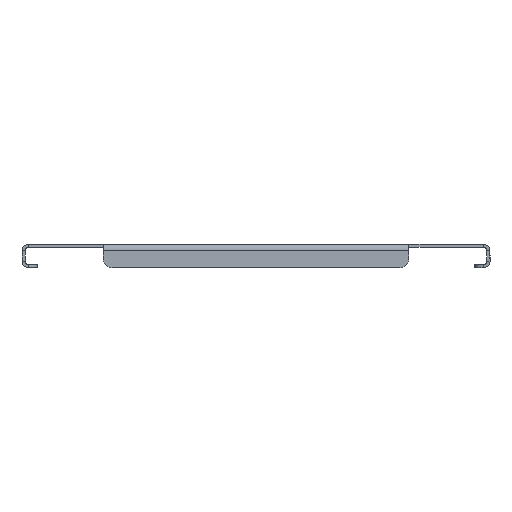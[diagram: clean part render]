
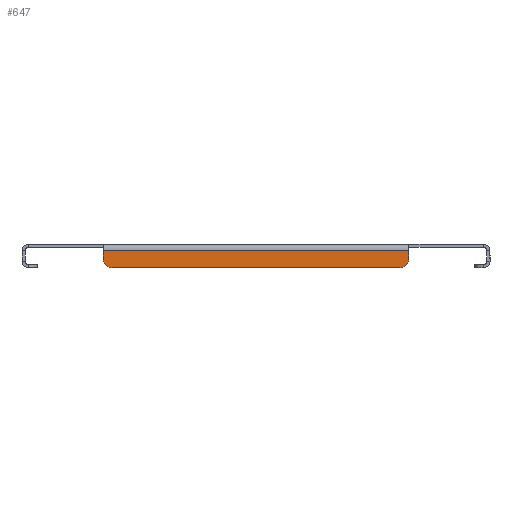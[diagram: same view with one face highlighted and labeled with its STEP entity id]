
A CAD part, left-side view. The second image highlights one B-rep face of the part: STEP entity #647.
In plain terms, the highlighted planar face has unit normal (-1, 0, 0).
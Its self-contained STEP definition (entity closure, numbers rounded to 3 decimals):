
#63 = DIRECTION ( 'NONE',  ( 0., -1., 0. ) ) ;
#67 = VERTEX_POINT ( 'NONE', #846 ) ;
#78 = DIRECTION ( 'NONE',  ( 0., 1., 0. ) ) ;
#82 = CARTESIAN_POINT ( 'NONE',  ( -199.5, 98., -9. ) ) ;
#249 = DIRECTION ( 'NONE',  ( -1., 0., 0. ) ) ;
#251 = CARTESIAN_POINT ( 'NONE',  ( -199.5, -150., -4. ) ) ;
#253 = CARTESIAN_POINT ( 'NONE',  ( -199.5, 0., 0. ) ) ;
#276 = AXIS2_PLACEMENT_3D ( 'NONE', #1208, #249, #1893 ) ;
#302 = ORIENTED_EDGE ( 'NONE', *, *, #2253, .T. ) ;
#319 = EDGE_CURVE ( 'NONE', #67, #2431, #1454, .T. ) ;
#471 = ORIENTED_EDGE ( 'NONE', *, *, #690, .F. ) ;
#529 = AXIS2_PLACEMENT_3D ( 'NONE', #2016, #2684, #2963 ) ;
#632 = CIRCLE ( 'NONE', #529, 6. ) ;
#640 = CARTESIAN_POINT ( 'NONE',  ( -199.5, 98., -15. ) ) ;
#645 = EDGE_LOOP ( 'NONE', ( #471, #2382, #844, #849, #302, #1139 ) ) ;
#647 = ADVANCED_FACE ( 'NONE', ( #1867 ), #1195, .F. ) ;
#690 = EDGE_CURVE ( 'NONE', #1241, #821, #1535, .T. ) ;
#821 = VERTEX_POINT ( 'NONE', #2209 ) ;
#844 = ORIENTED_EDGE ( 'NONE', *, *, #2579, .T. ) ;
#846 = CARTESIAN_POINT ( 'NONE',  ( -199.5, 98., -4. ) ) ;
#849 = ORIENTED_EDGE ( 'NONE', *, *, #319, .F. ) ;
#874 = LINE ( 'NONE', #640, #2557 ) ;
#955 = CARTESIAN_POINT ( 'NONE',  ( -199.5, -98., -4. ) ) ;
#995 = CIRCLE ( 'NONE', #276, 6. ) ;
#1085 = DIRECTION ( 'NONE',  ( 0., 0., 1. ) ) ;
#1139 = ORIENTED_EDGE ( 'NONE', *, *, #1567, .T. ) ;
#1195 = PLANE ( 'NONE',  #2788 ) ;
#1208 = CARTESIAN_POINT ( 'NONE',  ( -199.5, 92., -9. ) ) ;
#1241 = VERTEX_POINT ( 'NONE', #2668 ) ;
#1454 = LINE ( 'NONE', #251, #2276 ) ;
#1535 = LINE ( 'NONE', #2638, #2405 ) ;
#1567 = EDGE_CURVE ( 'NONE', #2017, #821, #995, .T. ) ;
#1750 = VECTOR ( 'NONE', #1085, 1000. ) ;
#1867 = FACE_OUTER_BOUND ( 'NONE', #645, .T. ) ;
#1893 = DIRECTION ( 'NONE',  ( 0., 0., -1. ) ) ;
#2016 = CARTESIAN_POINT ( 'NONE',  ( -199.5, -92., -9. ) ) ;
#2017 = VERTEX_POINT ( 'NONE', #82 ) ;
#2118 = DIRECTION ( 'NONE',  ( 1., 0., 0. ) ) ;
#2209 = CARTESIAN_POINT ( 'NONE',  ( -199.5, 92., -15. ) ) ;
#2253 = EDGE_CURVE ( 'NONE', #67, #2017, #874, .T. ) ;
#2268 = EDGE_CURVE ( 'NONE', #1241, #2583, #632, .T. ) ;
#2276 = VECTOR ( 'NONE', #63, 1000. ) ;
#2375 = LINE ( 'NONE', #2709, #1750 ) ;
#2382 = ORIENTED_EDGE ( 'NONE', *, *, #2268, .T. ) ;
#2405 = VECTOR ( 'NONE', #78, 1000. ) ;
#2431 = VERTEX_POINT ( 'NONE', #955 ) ;
#2557 = VECTOR ( 'NONE', #2952, 1000. ) ;
#2579 = EDGE_CURVE ( 'NONE', #2583, #2431, #2375, .T. ) ;
#2583 = VERTEX_POINT ( 'NONE', #2934 ) ;
#2607 = DIRECTION ( 'NONE',  ( 0., 0., -1. ) ) ;
#2638 = CARTESIAN_POINT ( 'NONE',  ( -199.5, -150., -15. ) ) ;
#2668 = CARTESIAN_POINT ( 'NONE',  ( -199.5, -92., -15. ) ) ;
#2684 = DIRECTION ( 'NONE',  ( -1., 0., 0. ) ) ;
#2709 = CARTESIAN_POINT ( 'NONE',  ( -199.5, -98., -15. ) ) ;
#2788 = AXIS2_PLACEMENT_3D ( 'NONE', #253, #2118, #2607 ) ;
#2934 = CARTESIAN_POINT ( 'NONE',  ( -199.5, -98., -9. ) ) ;
#2952 = DIRECTION ( 'NONE',  ( 0., 0., -1. ) ) ;
#2963 = DIRECTION ( 'NONE',  ( 0., 0., -1. ) ) ;
